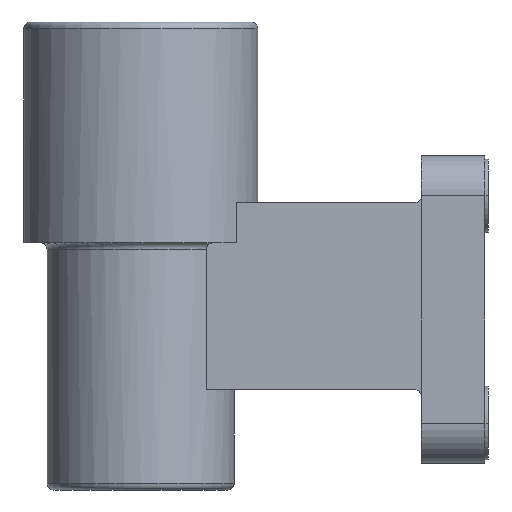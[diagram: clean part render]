
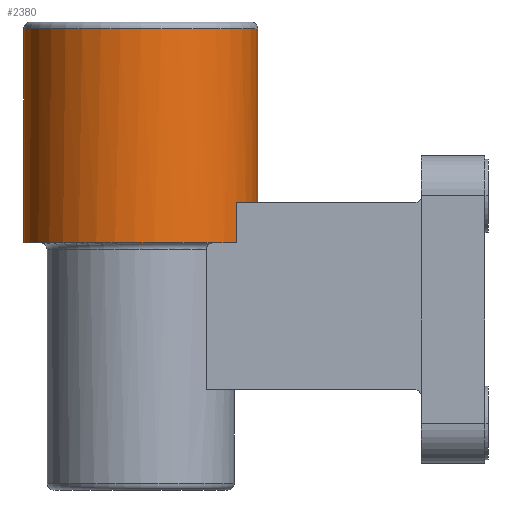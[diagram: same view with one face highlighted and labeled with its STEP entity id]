
A CAD part, front view. The second image highlights one B-rep face of the part: STEP entity #2380.
In plain terms, the highlighted cylindrical face has radius 17.5 mm (diameter 35 mm), a partial arc.
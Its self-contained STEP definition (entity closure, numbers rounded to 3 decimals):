
#94 = DIRECTION ( 'NONE',  ( 1., 0., 0. ) ) ;
#272 = VERTEX_POINT ( 'NONE', #815 ) ;
#346 = CARTESIAN_POINT ( 'NONE',  ( -42., 0., 26.5 ) ) ;
#352 = VERTEX_POINT ( 'NONE', #2277 ) ;
#399 = DIRECTION ( 'NONE',  ( 1., 0., 0. ) ) ;
#415 = DIRECTION ( 'NONE',  ( 0., 0., 1. ) ) ;
#459 = CARTESIAN_POINT ( 'NONE',  ( -42., 0., 10. ) ) ;
#462 = EDGE_CURVE ( 'NONE', #1027, #352, #2257, .T. ) ;
#473 = DIRECTION ( 'NONE',  ( 1., 0., 0. ) ) ;
#478 = VERTEX_POINT ( 'NONE', #2586 ) ;
#544 = DIRECTION ( 'NONE',  ( 0., 0., 1. ) ) ;
#636 = ORIENTED_EDGE ( 'NONE', *, *, #1287, .T. ) ;
#661 = AXIS2_PLACEMENT_3D ( 'NONE', #459, #544, #94 ) ;
#675 = DIRECTION ( 'NONE',  ( 0., 0., -1. ) ) ;
#694 = LINE ( 'NONE', #1514, #1266 ) ;
#744 = CARTESIAN_POINT ( 'NONE',  ( -27.639, -10., 16. ) ) ;
#793 = ORIENTED_EDGE ( 'NONE', *, *, #1937, .F. ) ;
#815 = CARTESIAN_POINT ( 'NONE',  ( -27.639, -10., 10. ) ) ;
#827 = EDGE_CURVE ( 'NONE', #1027, #272, #1134, .T. ) ;
#836 = CIRCLE ( 'NONE', #661, 17.5 ) ;
#952 = DIRECTION ( 'NONE',  ( 0., 1., 0. ) ) ;
#1001 = CARTESIAN_POINT ( 'NONE',  ( -24.5, 0., 26.5 ) ) ;
#1023 = VECTOR ( 'NONE', #415, 1000. ) ;
#1027 = VERTEX_POINT ( 'NONE', #744 ) ;
#1134 = LINE ( 'NONE', #1962, #2006 ) ;
#1139 = CARTESIAN_POINT ( 'NONE',  ( -42., 0., 42. ) ) ;
#1173 = ORIENTED_EDGE ( 'NONE', *, *, #827, .F. ) ;
#1266 = VECTOR ( 'NONE', #1952, 1000. ) ;
#1275 = ORIENTED_EDGE ( 'NONE', *, *, #2318, .F. ) ;
#1287 = EDGE_CURVE ( 'NONE', #1443, #272, #836, .T. ) ;
#1309 = DIRECTION ( 'NONE',  ( 0., 0., 1. ) ) ;
#1317 = ORIENTED_EDGE ( 'NONE', *, *, #462, .T. ) ;
#1393 = AXIS2_PLACEMENT_3D ( 'NONE', #2194, #1772, #952 ) ;
#1443 = VERTEX_POINT ( 'NONE', #1624 ) ;
#1469 = EDGE_LOOP ( 'NONE', ( #793, #636, #1173, #1317, #1893, #1275 ) ) ;
#1489 = CIRCLE ( 'NONE', #1752, 17.5 ) ;
#1514 = CARTESIAN_POINT ( 'NONE',  ( -59.5, 0., 26.5 ) ) ;
#1624 = CARTESIAN_POINT ( 'NONE',  ( -59.5, 0., 10. ) ) ;
#1752 = AXIS2_PLACEMENT_3D ( 'NONE', #1139, #1309, #473 ) ;
#1772 = DIRECTION ( 'NONE',  ( 0., 0., 1. ) ) ;
#1790 = DIRECTION ( 'NONE',  ( 0., 0., -1. ) ) ;
#1830 = CYLINDRICAL_SURFACE ( 'NONE', #1926, 17.5 ) ;
#1893 = ORIENTED_EDGE ( 'NONE', *, *, #2057, .T. ) ;
#1926 = AXIS2_PLACEMENT_3D ( 'NONE', #346, #1790, #399 ) ;
#1937 = EDGE_CURVE ( 'NONE', #1443, #2003, #694, .T. ) ;
#1952 = DIRECTION ( 'NONE',  ( 0., 0., 1. ) ) ;
#1962 = CARTESIAN_POINT ( 'NONE',  ( -27.639, -10., 13. ) ) ;
#2003 = VERTEX_POINT ( 'NONE', #2405 ) ;
#2006 = VECTOR ( 'NONE', #675, 1000. ) ;
#2010 = FACE_OUTER_BOUND ( 'NONE', #1469, .T. ) ;
#2057 = EDGE_CURVE ( 'NONE', #352, #478, #2237, .T. ) ;
#2194 = CARTESIAN_POINT ( 'NONE',  ( -42., 0., 16. ) ) ;
#2237 = LINE ( 'NONE', #1001, #1023 ) ;
#2257 = CIRCLE ( 'NONE', #1393, 17.5 ) ;
#2277 = CARTESIAN_POINT ( 'NONE',  ( -24.5, 0., 16. ) ) ;
#2318 = EDGE_CURVE ( 'NONE', #2003, #478, #1489, .T. ) ;
#2380 = ADVANCED_FACE ( 'NONE', ( #2010 ), #1830, .T. ) ;
#2405 = CARTESIAN_POINT ( 'NONE',  ( -59.5, 0., 42. ) ) ;
#2586 = CARTESIAN_POINT ( 'NONE',  ( -24.5, 0., 42. ) ) ;
